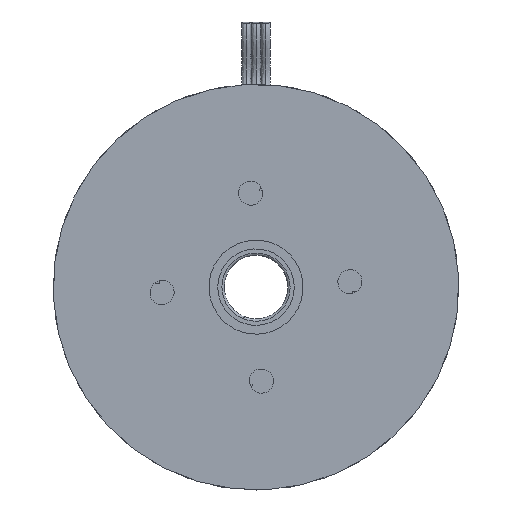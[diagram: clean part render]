
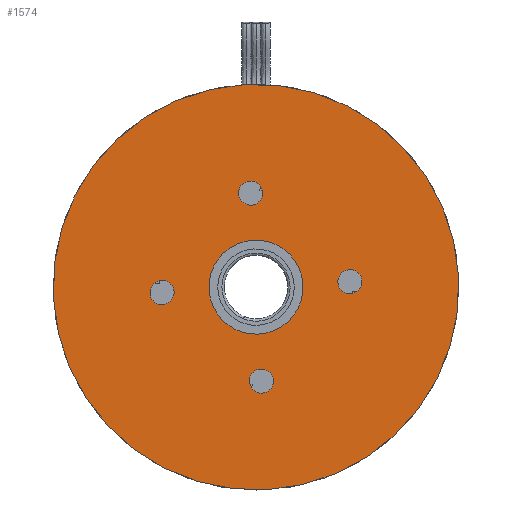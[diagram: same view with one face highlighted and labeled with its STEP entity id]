
A CAD part, front view. The second image highlights one B-rep face of the part: STEP entity #1574.
In plain terms, the highlighted planar face has unit normal (0, -1, 0).
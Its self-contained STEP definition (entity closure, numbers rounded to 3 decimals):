
#98 = AXIS2_PLACEMENT_3D ( 'NONE', #5283, #3564, #2922 ) ;
#108 = VERTEX_POINT ( 'NONE', #1446 ) ;
#227 = CIRCLE ( 'NONE', #7284, 4. ) ;
#348 = ORIENTED_EDGE ( 'NONE', *, *, #2869, .F. ) ;
#391 = CIRCLE ( 'NONE', #4817, 17.25 ) ;
#405 = AXIS2_PLACEMENT_3D ( 'NONE', #3840, #5714, #2122 ) ;
#406 = ORIENTED_EDGE ( 'NONE', *, *, #3244, .F. ) ;
#567 = PLANE ( 'NONE',  #5908 ) ;
#702 = ORIENTED_EDGE ( 'NONE', *, *, #6926, .F. ) ;
#736 = AXIS2_PLACEMENT_3D ( 'NONE', #2357, #4066, #4612 ) ;
#852 = DIRECTION ( 'NONE',  ( 0., -1., 0. ) ) ;
#923 = AXIS2_PLACEMENT_3D ( 'NONE', #4529, #6920, #6226 ) ;
#1033 = VERTEX_POINT ( 'NONE', #5778 ) ;
#1128 = FACE_BOUND ( 'NONE', #7394, .T. ) ;
#1207 = DIRECTION ( 'NONE',  ( 0., -1., 0. ) ) ;
#1332 = VERTEX_POINT ( 'NONE', #5182 ) ;
#1446 = CARTESIAN_POINT ( 'NONE',  ( 0., 0., 9.025 ) ) ;
#1497 = AXIS2_PLACEMENT_3D ( 'NONE', #7393, #7474, #2011 ) ;
#1528 = DIRECTION ( 'NONE',  ( 0., 0., -1. ) ) ;
#1529 = FACE_BOUND ( 'NONE', #7484, .T. ) ;
#1532 = EDGE_CURVE ( 'NONE', #7246, #3657, #3029, .T. ) ;
#1574 = ADVANCED_FACE ( 'NONE', ( #1529, #2321, #1128, #5275, #4800, #2285 ), #567, .T. ) ;
#1645 = CIRCLE ( 'NONE', #4050, 17.25 ) ;
#1699 = CARTESIAN_POINT ( 'NONE',  ( 0., 0., 0. ) ) ;
#1746 = DIRECTION ( 'NONE',  ( 0., -1., 0. ) ) ;
#1796 = DIRECTION ( 'NONE',  ( 0., 0., -1. ) ) ;
#1922 = CARTESIAN_POINT ( 'NONE',  ( -8., 0., -1.025 ) ) ;
#2011 = DIRECTION ( 'NONE',  ( 0., 0., -1. ) ) ;
#2051 = DIRECTION ( 'NONE',  ( 0., -1., 0. ) ) ;
#2073 = VERTEX_POINT ( 'NONE', #4264 ) ;
#2075 = CARTESIAN_POINT ( 'NONE',  ( 0., 0., 0. ) ) ;
#2122 = DIRECTION ( 'NONE',  ( 0., 0., -1. ) ) ;
#2190 = CIRCLE ( 'NONE', #923, 1.025 ) ;
#2267 = ORIENTED_EDGE ( 'NONE', *, *, #3051, .F. ) ;
#2285 = FACE_BOUND ( 'NONE', #3345, .T. ) ;
#2321 = FACE_BOUND ( 'NONE', #4533, .T. ) ;
#2347 = EDGE_LOOP ( 'NONE', ( #2612, #7593 ) ) ;
#2357 = CARTESIAN_POINT ( 'NONE',  ( 0., 0., -8. ) ) ;
#2361 = VERTEX_POINT ( 'NONE', #2721 ) ;
#2474 = EDGE_CURVE ( 'NONE', #6270, #2361, #4141, .T. ) ;
#2475 = DIRECTION ( 'NONE',  ( 0., 0., -1. ) ) ;
#2503 = CARTESIAN_POINT ( 'NONE',  ( 0., 0., -6.975 ) ) ;
#2569 = CIRCLE ( 'NONE', #405, 1.025 ) ;
#2612 = ORIENTED_EDGE ( 'NONE', *, *, #4844, .T. ) ;
#2721 = CARTESIAN_POINT ( 'NONE',  ( 0., 0., -9.025 ) ) ;
#2736 = CARTESIAN_POINT ( 'NONE',  ( 0., 0., 4. ) ) ;
#2824 = DIRECTION ( 'NONE',  ( 0., 0., -1. ) ) ;
#2869 = EDGE_CURVE ( 'NONE', #5055, #6341, #3271, .T. ) ;
#2922 = DIRECTION ( 'NONE',  ( 0., 0., -1. ) ) ;
#3029 = CIRCLE ( 'NONE', #1497, 1.025 ) ;
#3051 = EDGE_CURVE ( 'NONE', #5995, #1033, #4909, .T. ) ;
#3244 = EDGE_CURVE ( 'NONE', #108, #2073, #4152, .T. ) ;
#3271 = CIRCLE ( 'NONE', #6533, 4. ) ;
#3278 = CARTESIAN_POINT ( 'NONE',  ( -8., 0., 0. ) ) ;
#3293 = EDGE_CURVE ( 'NONE', #3657, #7246, #5907, .T. ) ;
#3345 = EDGE_LOOP ( 'NONE', ( #348, #3592 ) ) ;
#3353 = EDGE_CURVE ( 'NONE', #6341, #5055, #227, .T. ) ;
#3354 = DIRECTION ( 'NONE',  ( 0., 0., -1. ) ) ;
#3492 = EDGE_CURVE ( 'NONE', #2073, #108, #6905, .T. ) ;
#3564 = DIRECTION ( 'NONE',  ( 0., -1., 0. ) ) ;
#3592 = ORIENTED_EDGE ( 'NONE', *, *, #3353, .F. ) ;
#3605 = ORIENTED_EDGE ( 'NONE', *, *, #2474, .F. ) ;
#3657 = VERTEX_POINT ( 'NONE', #4371 ) ;
#3668 = AXIS2_PLACEMENT_3D ( 'NONE', #6983, #1746, #2824 ) ;
#3840 = CARTESIAN_POINT ( 'NONE',  ( 8., 0., 0. ) ) ;
#4050 = AXIS2_PLACEMENT_3D ( 'NONE', #1699, #6508, #5225 ) ;
#4061 = CARTESIAN_POINT ( 'NONE',  ( 4., 0., 0. ) ) ;
#4066 = DIRECTION ( 'NONE',  ( 0., -1., 0. ) ) ;
#4141 = CIRCLE ( 'NONE', #736, 1.025 ) ;
#4152 = CIRCLE ( 'NONE', #6541, 1.025 ) ;
#4264 = CARTESIAN_POINT ( 'NONE',  ( 0., 0., 6.975 ) ) ;
#4267 = EDGE_LOOP ( 'NONE', ( #4343, #406 ) ) ;
#4278 = ORIENTED_EDGE ( 'NONE', *, *, #1532, .F. ) ;
#4343 = ORIENTED_EDGE ( 'NONE', *, *, #3492, .F. ) ;
#4371 = CARTESIAN_POINT ( 'NONE',  ( -8., 0., 1.025 ) ) ;
#4400 = DIRECTION ( 'NONE',  ( 0., 0., -1. ) ) ;
#4489 = DIRECTION ( 'NONE',  ( 0., 0., -1. ) ) ;
#4529 = CARTESIAN_POINT ( 'NONE',  ( 0., 0., -8. ) ) ;
#4533 = EDGE_LOOP ( 'NONE', ( #4925, #3605 ) ) ;
#4612 = DIRECTION ( 'NONE',  ( 0., 0., -1. ) ) ;
#4800 = FACE_OUTER_BOUND ( 'NONE', #2347, .T. ) ;
#4817 = AXIS2_PLACEMENT_3D ( 'NONE', #5438, #6690, #2475 ) ;
#4844 = EDGE_CURVE ( 'NONE', #1332, #7637, #1645, .T. ) ;
#4909 = CIRCLE ( 'NONE', #3668, 1.025 ) ;
#4925 = ORIENTED_EDGE ( 'NONE', *, *, #6939, .F. ) ;
#5055 = VERTEX_POINT ( 'NONE', #6033 ) ;
#5182 = CARTESIAN_POINT ( 'NONE',  ( 0., 0., -17.25 ) ) ;
#5225 = DIRECTION ( 'NONE',  ( 0., 0., -1. ) ) ;
#5275 = FACE_BOUND ( 'NONE', #4267, .T. ) ;
#5283 = CARTESIAN_POINT ( 'NONE',  ( 0., 0., 8. ) ) ;
#5287 = AXIS2_PLACEMENT_3D ( 'NONE', #3278, #6372, #1528 ) ;
#5438 = CARTESIAN_POINT ( 'NONE',  ( 0., 0., 0. ) ) ;
#5626 = ORIENTED_EDGE ( 'NONE', *, *, #3293, .F. ) ;
#5714 = DIRECTION ( 'NONE',  ( 0., -1., 0. ) ) ;
#5778 = CARTESIAN_POINT ( 'NONE',  ( 8., 0., -1.025 ) ) ;
#5877 = EDGE_CURVE ( 'NONE', #7637, #1332, #391, .T. ) ;
#5907 = CIRCLE ( 'NONE', #5287, 1.025 ) ;
#5908 = AXIS2_PLACEMENT_3D ( 'NONE', #4061, #1207, #1796 ) ;
#5995 = VERTEX_POINT ( 'NONE', #6643 ) ;
#6033 = CARTESIAN_POINT ( 'NONE',  ( 0., 0., -4. ) ) ;
#6226 = DIRECTION ( 'NONE',  ( 0., 0., -1. ) ) ;
#6242 = DIRECTION ( 'NONE',  ( 0., -1., 0. ) ) ;
#6270 = VERTEX_POINT ( 'NONE', #2503 ) ;
#6341 = VERTEX_POINT ( 'NONE', #2736 ) ;
#6372 = DIRECTION ( 'NONE',  ( 0., -1., 0. ) ) ;
#6445 = CARTESIAN_POINT ( 'NONE',  ( 0., 0., 17.25 ) ) ;
#6508 = DIRECTION ( 'NONE',  ( 0., -1., 0. ) ) ;
#6533 = AXIS2_PLACEMENT_3D ( 'NONE', #2075, #6242, #4400 ) ;
#6541 = AXIS2_PLACEMENT_3D ( 'NONE', #7181, #2051, #3354 ) ;
#6643 = CARTESIAN_POINT ( 'NONE',  ( 8., 0., 1.025 ) ) ;
#6690 = DIRECTION ( 'NONE',  ( 0., -1., 0. ) ) ;
#6905 = CIRCLE ( 'NONE', #98, 1.025 ) ;
#6920 = DIRECTION ( 'NONE',  ( 0., -1., 0. ) ) ;
#6926 = EDGE_CURVE ( 'NONE', #1033, #5995, #2569, .T. ) ;
#6939 = EDGE_CURVE ( 'NONE', #2361, #6270, #2190, .T. ) ;
#6983 = CARTESIAN_POINT ( 'NONE',  ( 8., 0., 0. ) ) ;
#7181 = CARTESIAN_POINT ( 'NONE',  ( 0., 0., 8. ) ) ;
#7246 = VERTEX_POINT ( 'NONE', #1922 ) ;
#7284 = AXIS2_PLACEMENT_3D ( 'NONE', #7473, #852, #4489 ) ;
#7393 = CARTESIAN_POINT ( 'NONE',  ( -8., 0., 0. ) ) ;
#7394 = EDGE_LOOP ( 'NONE', ( #702, #2267 ) ) ;
#7473 = CARTESIAN_POINT ( 'NONE',  ( 0., 0., 0. ) ) ;
#7474 = DIRECTION ( 'NONE',  ( 0., -1., 0. ) ) ;
#7484 = EDGE_LOOP ( 'NONE', ( #4278, #5626 ) ) ;
#7593 = ORIENTED_EDGE ( 'NONE', *, *, #5877, .T. ) ;
#7637 = VERTEX_POINT ( 'NONE', #6445 ) ;
